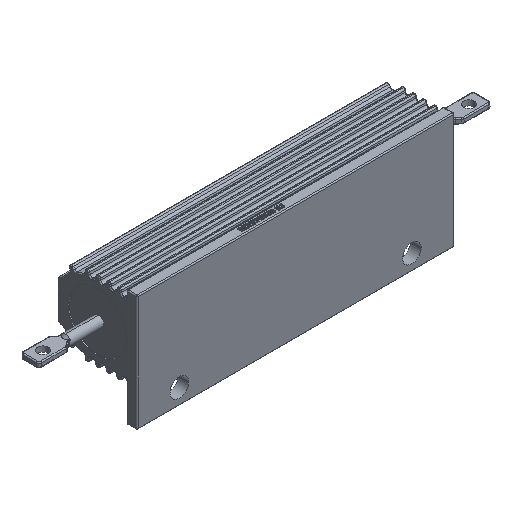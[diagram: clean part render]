
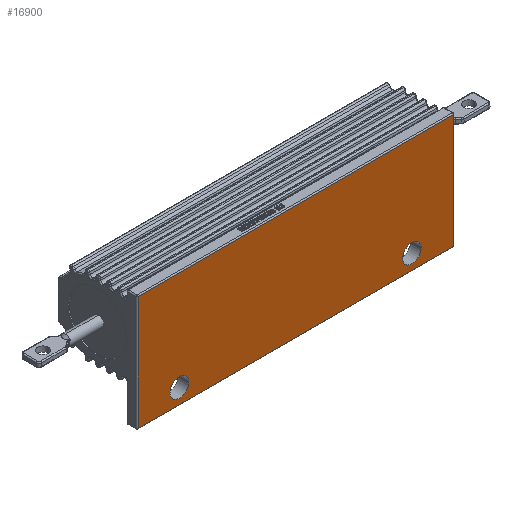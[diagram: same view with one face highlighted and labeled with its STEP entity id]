
A CAD part, isometric view. The second image highlights one B-rep face of the part: STEP entity #16900.
In plain terms, the highlighted planar face has unit normal (0, -1, 0).
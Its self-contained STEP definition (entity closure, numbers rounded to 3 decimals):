
#1161=CARTESIAN_POINT('',(-22.,-7.5,-11.));
#1162=DIRECTION('',(0.,1.,0.));
#1163=DIRECTION('',(-1.,0.,0.));
#1164=AXIS2_PLACEMENT_3D('',#1161,#1162,#1163);
#1166=CARTESIAN_POINT('',(-22.,-7.5,-11.));
#1167=DIRECTION('',(0.,1.,0.));
#1168=DIRECTION('',(1.,0.,0.));
#1169=AXIS2_PLACEMENT_3D('',#1166,#1167,#1168);
#1171=CARTESIAN_POINT('',(22.,-7.5,-11.));
#1172=DIRECTION('',(0.,1.,0.));
#1173=DIRECTION('',(-1.,0.,0.));
#1174=AXIS2_PLACEMENT_3D('',#1171,#1172,#1173);
#1176=CARTESIAN_POINT('',(22.,-7.5,-11.));
#1177=DIRECTION('',(0.,1.,0.));
#1178=DIRECTION('',(1.,0.,0.));
#1179=AXIS2_PLACEMENT_3D('',#1176,#1177,#1178);
#1181=DIRECTION('',(0.,0.,1.));
#1182=VECTOR('',#1181,21.6);
#1183=CARTESIAN_POINT('',(-29.8,-7.5,-13.8));
#1184=LINE('',#1183,#1182);
#1185=DIRECTION('',(-1.,0.,0.));
#1186=VECTOR('',#1185,59.6);
#1187=CARTESIAN_POINT('',(29.8,-7.5,7.8));
#1188=LINE('',#1187,#1186);
#1189=DIRECTION('',(0.,0.,-1.));
#1190=VECTOR('',#1189,21.6);
#1191=CARTESIAN_POINT('',(29.8,-7.5,7.8));
#1192=LINE('',#1191,#1190);
#1193=DIRECTION('',(1.,0.,0.));
#1194=VECTOR('',#1193,59.6);
#1195=CARTESIAN_POINT('',(-29.8,-7.5,-13.8));
#1196=LINE('',#1195,#1194);
#12859=CARTESIAN_POINT('',(20.25,-7.5,-11.));
#12860=CARTESIAN_POINT('',(23.75,-7.5,-11.));
#12861=VERTEX_POINT('',#12859);
#12862=VERTEX_POINT('',#12860);
#14645=CARTESIAN_POINT('',(-23.75,-7.5,-11.));
#14646=CARTESIAN_POINT('',(-20.25,-7.5,-11.));
#14647=VERTEX_POINT('',#14645);
#14648=VERTEX_POINT('',#14646);
#15417=CARTESIAN_POINT('',(-29.8,-7.5,-13.8));
#15418=CARTESIAN_POINT('',(-29.8,-7.5,7.8));
#15419=VERTEX_POINT('',#15417);
#15420=VERTEX_POINT('',#15418);
#15423=CARTESIAN_POINT('',(29.8,-7.5,7.8));
#15424=VERTEX_POINT('',#15423);
#15425=CARTESIAN_POINT('',(29.8,-7.5,-13.8));
#15426=VERTEX_POINT('',#15425);
#16874=CARTESIAN_POINT('',(-30.,-7.5,8.));
#16875=DIRECTION('',(0.,-1.,0.));
#16876=DIRECTION('',(0.,0.,-1.));
#16877=AXIS2_PLACEMENT_3D('',#16874,#16875,#16876);
#16878=PLANE('',#16877);
#16880=ORIENTED_EDGE('',*,*,#16879,.T.);
#16882=ORIENTED_EDGE('',*,*,#16881,.F.);
#16884=ORIENTED_EDGE('',*,*,#16883,.T.);
#16886=ORIENTED_EDGE('',*,*,#16885,.F.);
#16887=EDGE_LOOP('',(#16880,#16882,#16884,#16886));
#16888=FACE_OUTER_BOUND('',#16887,.F.);
#16890=ORIENTED_EDGE('',*,*,#16889,.F.);
#16892=ORIENTED_EDGE('',*,*,#16891,.F.);
#16893=EDGE_LOOP('',(#16890,#16892));
#16894=FACE_BOUND('',#16893,.F.);
#16895=ORIENTED_EDGE('',*,*,#16864,.F.);
#16897=ORIENTED_EDGE('',*,*,#16896,.F.);
#16898=EDGE_LOOP('',(#16895,#16897));
#16899=FACE_BOUND('',#16898,.F.);
#16900=ADVANCED_FACE('',(#16888,#16894,#16899),#16878,.T.);
#1165=CIRCLE('',#1164,1.75);
#1170=CIRCLE('',#1169,1.75);
#1175=CIRCLE('',#1174,1.75);
#1180=CIRCLE('',#1179,1.75);
#16864=EDGE_CURVE('',#14647,#14648,#1165,.T.);
#16879=EDGE_CURVE('',#15419,#15420,#1184,.T.);
#16881=EDGE_CURVE('',#15424,#15420,#1188,.T.);
#16883=EDGE_CURVE('',#15424,#15426,#1192,.T.);
#16885=EDGE_CURVE('',#15419,#15426,#1196,.T.);
#16889=EDGE_CURVE('',#12861,#12862,#1175,.T.);
#16891=EDGE_CURVE('',#12862,#12861,#1180,.T.);
#16896=EDGE_CURVE('',#14648,#14647,#1170,.T.);
